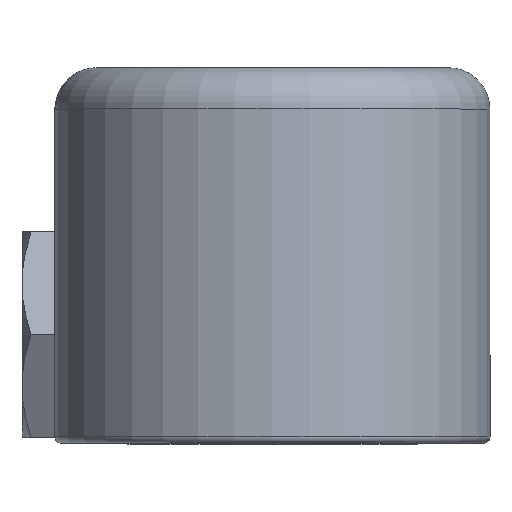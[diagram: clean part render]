
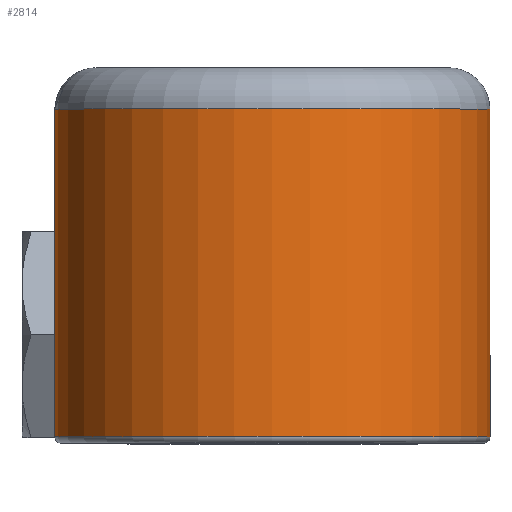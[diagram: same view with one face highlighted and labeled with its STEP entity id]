
A CAD part, top view. The second image highlights one B-rep face of the part: STEP entity #2814.
In plain terms, the highlighted cylindrical face has radius 25.4 mm (diameter 50.8 mm), a partial arc.
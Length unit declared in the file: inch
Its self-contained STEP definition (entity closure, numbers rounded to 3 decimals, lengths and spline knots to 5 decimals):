
#306=DIRECTION('',(0.,1.,0.));
#307=VECTOR('',#306,1.505);
#308=CARTESIAN_POINT('',(0.98453,0.03,-0.1752));
#309=LINE('',#308,#307);
#384=CARTESIAN_POINT('',(0.,0.03,0.));
#385=DIRECTION('',(0.,-1.,0.));
#386=DIRECTION('',(0.985,0.,-0.175));
#387=AXIS2_PLACEMENT_3D('',#384,#385,#386);
#964=CARTESIAN_POINT('',(0.,1.535,0.));
#965=DIRECTION('',(0.,1.,0.));
#966=DIRECTION('',(-0.985,0.,-0.175));
#967=AXIS2_PLACEMENT_3D('',#964,#965,#966);
#1095=DIRECTION('',(0.,1.,0.));
#1096=VECTOR('',#1095,1.505);
#1097=CARTESIAN_POINT('',(-0.98453,0.03,-0.1752));
#1098=LINE('',#1097,#1096);
#1706=CARTESIAN_POINT('',(-0.98453,1.535,-0.1752));
#1707=CARTESIAN_POINT('',(0.98453,1.535,-0.1752));
#1708=VERTEX_POINT('',#1706);
#1709=VERTEX_POINT('',#1707);
#1730=CARTESIAN_POINT('',(-0.98453,0.03,-0.1752));
#1731=VERTEX_POINT('',#1730);
#1734=CARTESIAN_POINT('',(0.98453,0.03,-0.1752));
#1735=VERTEX_POINT('',#1734);
#2803=CARTESIAN_POINT('',(0.,0.,0.));
#2804=DIRECTION('',(0.,1.,0.));
#2805=DIRECTION('',(-1.,0.,0.));
#2806=AXIS2_PLACEMENT_3D('',#2803,#2804,#2805);
#2807=CYLINDRICAL_SURFACE('',#2806,1.);
#2808=ORIENTED_EDGE('',*,*,#2126,.T.);
#2809=ORIENTED_EDGE('',*,*,#2786,.T.);
#2810=ORIENTED_EDGE('',*,*,#2712,.T.);
#2811=ORIENTED_EDGE('',*,*,#2049,.F.);
#2812=EDGE_LOOP('',(#2808,#2809,#2810,#2811));
#2813=FACE_OUTER_BOUND('',#2812,.F.);
#388=CIRCLE('',#387,1.);
#968=CIRCLE('',#967,1.);
#2049=EDGE_CURVE('',#1735,#1709,#309,.T.);
#2126=EDGE_CURVE('',#1735,#1731,#388,.T.);
#2712=EDGE_CURVE('',#1708,#1709,#968,.T.);
#2786=EDGE_CURVE('',#1731,#1708,#1098,.T.);
#2814=ADVANCED_FACE('',(#2813),#2807,.T.);
